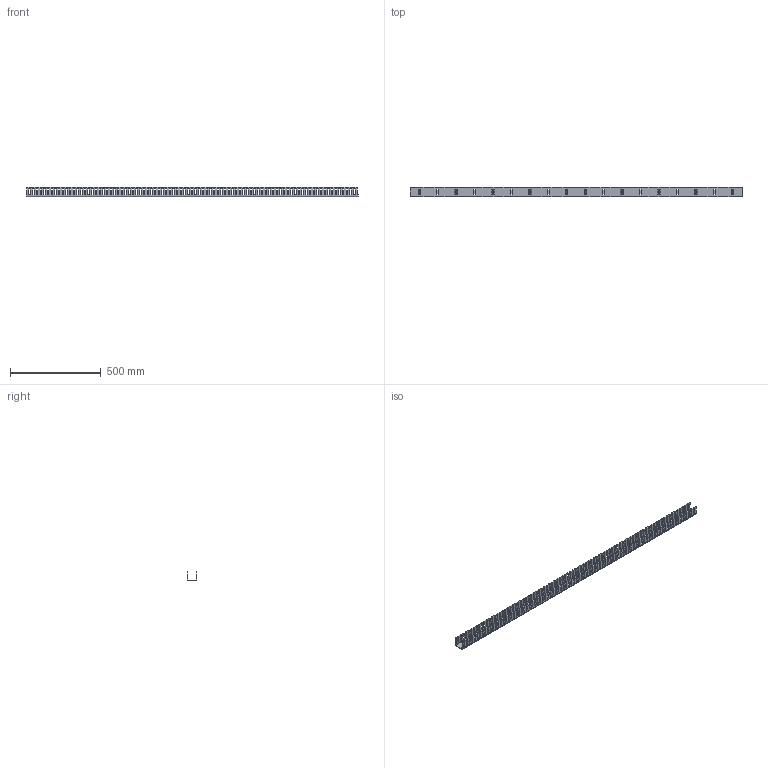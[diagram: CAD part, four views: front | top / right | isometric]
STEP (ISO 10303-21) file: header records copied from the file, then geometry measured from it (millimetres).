
FILE_DESCRIPTION(/* description */ (''),/* implementation_level */ '2;1');
FILE_NAME(/* name */ 'PANDUIT_NE2X2WH6.stp',/* time_stamp */ '2021-06-25T08:25:52-05:00',/* author */ (''),/* organization */ (''),/* preprocessor_version */ 'ST-DEVELOPER v16',/* originating_system */ 'SIEMENS PLM Software NX 11.0',/* authorisation */ '');
FILE_SCHEMA (('AP203_CONFIGURATION_CONTROLLED_3D_DESIGN_OF_MECHANICAL_PARTS_AND_ASSEMBLIES_MIM_LF { 1 0 10303 403 2 1 2}'));
Products named in the file (1): BWG17E8A3269e46
Bounding box: 1828.8 x 54.13 x 50.7 mm (x, y, z)
Volume: 461047.6 mm3; surface area: 499959.4 mm2
Topology: 1 solids, 1 shells, 4556 faces, 13662 edges, 9108 vertices
Faces by surface type: cylinder 2632, plane 1924
Entity records: 170301 total; most frequent: CARTESIAN_POINT 43528, ORIENTED_EDGE 27324, DIRECTION 26962, EDGE_CURVE 13662, AXIS2_PLACEMENT_3D 9462, VERTEX_POINT 9108, LINE 8038, VECTOR 8038
